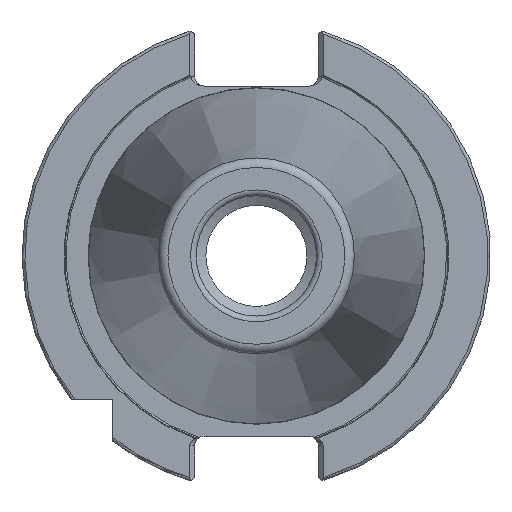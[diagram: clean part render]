
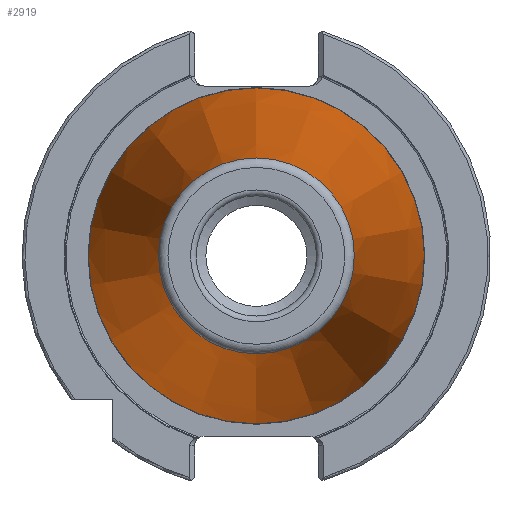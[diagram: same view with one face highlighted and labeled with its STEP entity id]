
A CAD part, left-side view. The second image highlights one B-rep face of the part: STEP entity #2919.
In plain terms, the highlighted conical face has half-angle 8.297 degrees and reference radius 34.925 mm.
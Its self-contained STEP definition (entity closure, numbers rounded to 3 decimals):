
#13 = CIRCLE ( 'NONE', #1389, 20.358 ) ;
#165 = EDGE_LOOP ( 'NONE', ( #4519 ) ) ;
#724 = VERTEX_POINT ( 'NONE', #2040 ) ;
#861 = CIRCLE ( 'NONE', #4754, 34.925 ) ;
#953 = DIRECTION ( 'NONE',  ( -1., 0., 0. ) ) ;
#1280 = VERTEX_POINT ( 'NONE', #1734 ) ;
#1369 = DIRECTION ( 'NONE',  ( 0., 0., -1. ) ) ;
#1389 = AXIS2_PLACEMENT_3D ( 'NONE', #4744, #953, #2517 ) ;
#1734 = CARTESIAN_POINT ( 'NONE',  ( -99.889, 0., 20.358 ) ) ;
#1755 = DIRECTION ( 'NONE',  ( -1., 0., 0. ) ) ;
#1875 = EDGE_CURVE ( 'NONE', #1280, #1280, #13, .T. ) ;
#1929 = EDGE_LOOP ( 'NONE', ( #3689 ) ) ;
#2040 = CARTESIAN_POINT ( 'NONE',  ( 0., 0., 34.925 ) ) ;
#2137 = DIRECTION ( 'NONE',  ( 0., 0., 1. ) ) ;
#2517 = DIRECTION ( 'NONE',  ( 0., 0., 1. ) ) ;
#2526 = DIRECTION ( 'NONE',  ( 1., 0., 0. ) ) ;
#2713 = FACE_BOUND ( 'NONE', #165, .T. ) ;
#2919 = ADVANCED_FACE ( 'NONE', ( #2713, #3578 ), #3036, .T. ) ;
#3036 = CONICAL_SURFACE ( 'NONE', #4580, 34.925, 0.145 ) ;
#3200 = CARTESIAN_POINT ( 'NONE',  ( 0., 0., 0. ) ) ;
#3499 = EDGE_CURVE ( 'NONE', #724, #724, #861, .T. ) ;
#3578 = FACE_OUTER_BOUND ( 'NONE', #1929, .T. ) ;
#3689 = ORIENTED_EDGE ( 'NONE', *, *, #3499, .T. ) ;
#4519 = ORIENTED_EDGE ( 'NONE', *, *, #1875, .F. ) ;
#4580 = AXIS2_PLACEMENT_3D ( 'NONE', #3200, #2526, #1369 ) ;
#4744 = CARTESIAN_POINT ( 'NONE',  ( -99.889, 0., 0. ) ) ;
#4754 = AXIS2_PLACEMENT_3D ( 'NONE', #4771, #1755, #2137 ) ;
#4771 = CARTESIAN_POINT ( 'NONE',  ( 0., 0., 0. ) ) ;
